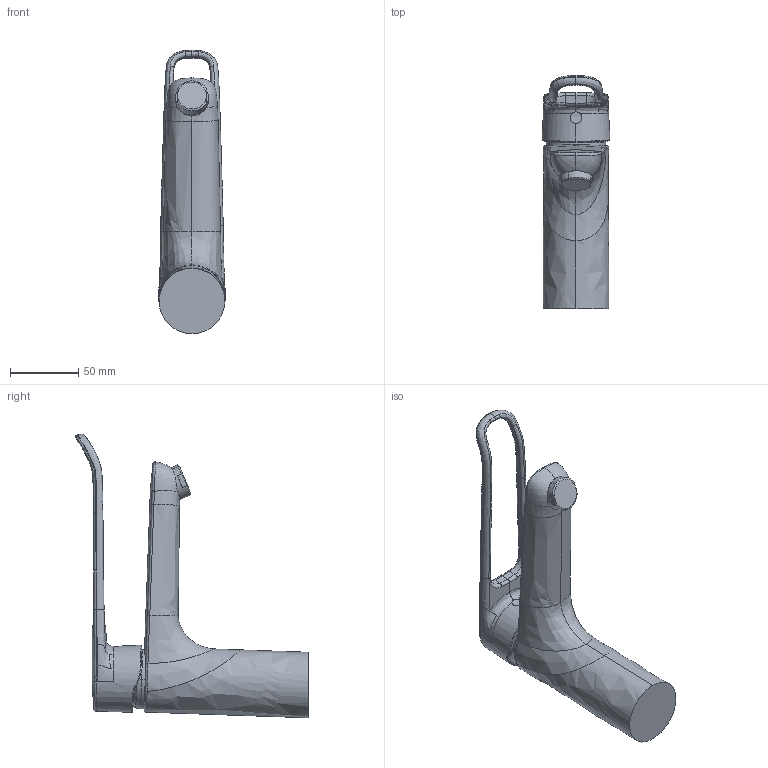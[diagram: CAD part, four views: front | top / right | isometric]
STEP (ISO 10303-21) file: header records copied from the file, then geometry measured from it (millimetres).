
FILE_DESCRIPTION (( 'STEP AP203' ), '1' );
FILE_NAME ('45222185(2022).STEP', '2022-03-21T08:57:58', ( '' ), ( '' ), 'SwSTEP 2.0', 'SolidWorks 2016', '' );
FILE_SCHEMA (( 'CONFIG_CONTROL_DESIGN' ));
Products named in the file (1): 45222185(2022)
Bounding box: 49.74 x 171.18 x 208.5 mm (x, y, z)
Volume: 415277.8 mm3; surface area: 51000.4 mm2
Topology: 1 solids, 1 shells, 185 faces, 467 edges, 285 vertices
Faces by surface type: bspline 171, plane 8, sphere 2, cone 2, cylinder 2
Entity records: 31545 total; most frequent: CARTESIAN_POINT 28464, ORIENTED_EDGE 934, EDGE_CURVE 467, B_SPLINE_CURVE_WITH_KNOTS 406, VERTEX_POINT 285, EDGE_LOOP 188, ADVANCED_FACE 185, FACE_OUTER_BOUND 185
